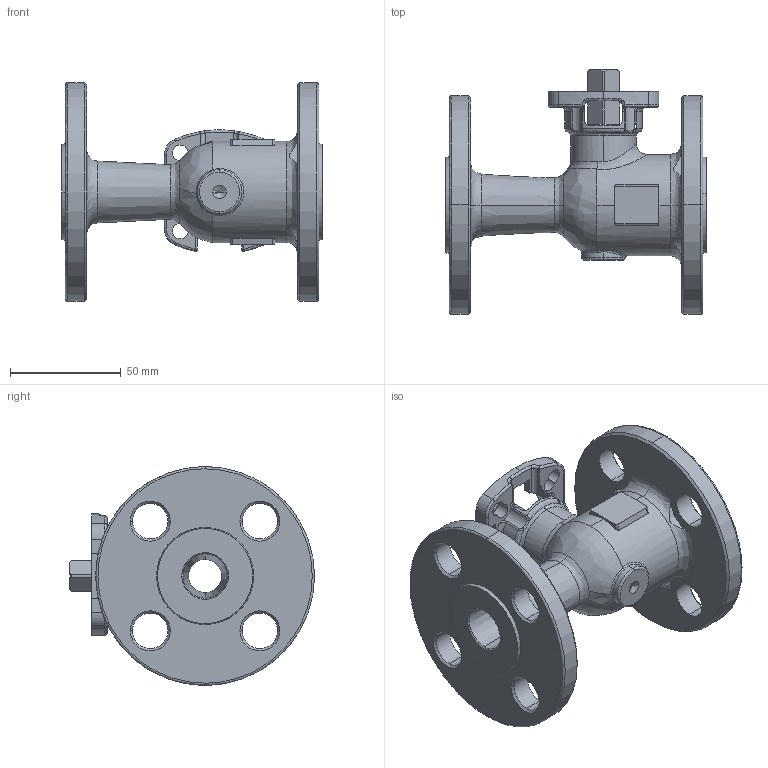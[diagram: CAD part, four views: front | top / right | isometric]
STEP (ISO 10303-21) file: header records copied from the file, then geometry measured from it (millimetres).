
FILE_DESCRIPTION (( 'STEP AP214' ), '1' );
FILE_NAME ('F91-F1-0075-XXX BARE STEM.step', '2019-09-20T11:01:29', ( '' ), ( '' ), 'SwSTEP 2.0', 'SolidWorks 2019', '' );
FILE_SCHEMA (( 'AUTOMOTIVE_DESIGN' ));
Length unit declared in the file: inch
Products named in the file (2): F91-F1-0075-XXX BARE STEM
Bounding box: 117.4 x 110.41 x 98.6 mm (x, y, z)
Surface area: 59507.5 mm2 (no closed solid volume)
Topology: 0 solids, 3 shells, 295 faces, 785 edges, 488 vertices
Faces by surface type: cylinder 108, bspline 69, plane 64, cone 54
Entity records: 36348 total; most frequent: CARTESIAN_POINT 25559, ORIENTED_EDGE 1525, DIRECTION 1348, EDGE_CURVE 781, AXIS2_PLACEMENT_3D 535, VERTEX_POINT 488, EDGE_LOOP 331, CIRCLE 307
